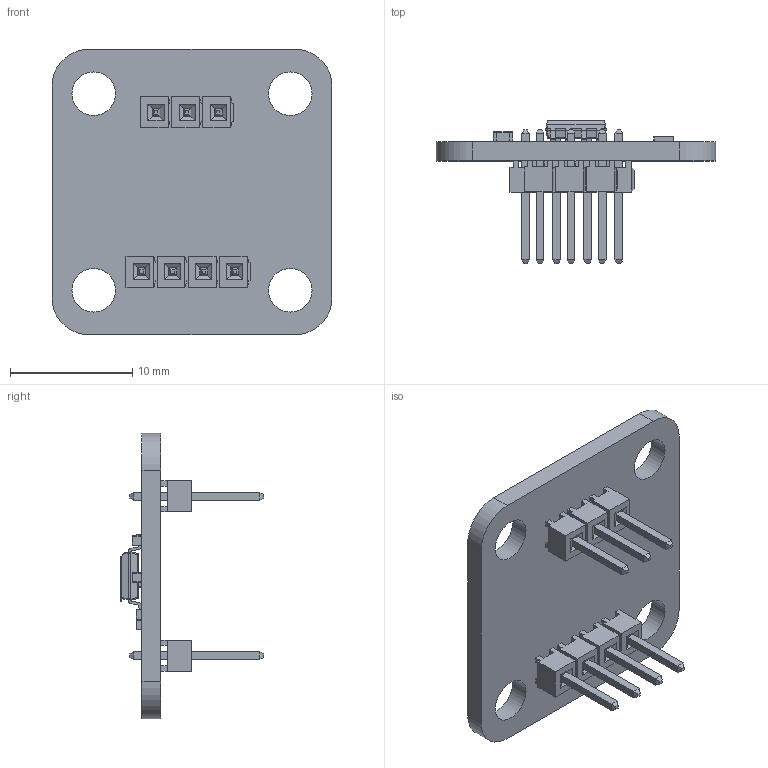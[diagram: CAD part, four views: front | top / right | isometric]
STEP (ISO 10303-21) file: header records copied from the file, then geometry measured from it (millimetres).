
FILE_DESCRIPTION (( 'STEP AP214' ), '1' );
FILE_NAME ('AS5600.STEP', '2023-12-24T15:23:29', ( 'Alexei Kositsin' ), ( '' ), 'SwSTEP 2.0', 'SolidWorks 2021', '' );
FILE_SCHEMA (( 'AUTOMOTIVE_DESIGN' ));
Length unit declared in the file: millimetre
Products named in the file (1): AS5600
Bounding box: 22.86 x 11.68 x 23.3 mm (x, y, z)
Volume: 889.7 mm3; surface area: 1778.5 mm2
Topology: 35 solids, 35 shells, 816 faces, 2038 edges, 1277 vertices
Faces by surface type: plane 638, cylinder 156, bspline 22
Full cylindrical faces by diameter (mm): 0.35 x2, 1 x7, 3.55 x4
Entity records: 31872 total; most frequent: CARTESIAN_POINT 4503, ORIENTED_EDGE 4004, DIRECTION 3856, EDGE_CURVE 2002, VECTOR 1682, LINE 1682, VERTEX_POINT 1270, AXIS2_PLACEMENT_3D 1087
